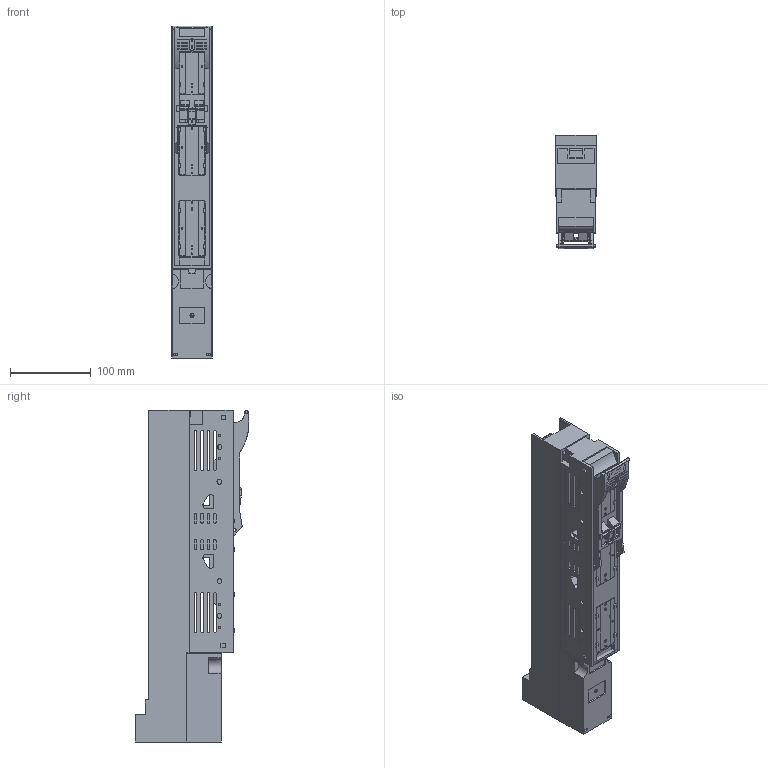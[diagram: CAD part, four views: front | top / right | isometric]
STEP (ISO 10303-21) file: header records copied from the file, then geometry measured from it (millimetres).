
FILE_DESCRIPTION(('CATIA V5 STEP'),'2;1');
FILE_NAME('L0657_NH_Wandlerlastschaltleiste_SL00_3x3_100_F_HA_W.stp','2018-11-13T06:40:35+00:00',('none'),('Jean Müller GmbH'),'CATIA Version 5 Release 19 SP 9 (IN-10)','CATIA V5 STEP AP214','none');
FILE_SCHEMA(('AUTOMOTIVE_DESIGN { 1 0 10303 214 1 1 1 1 }'));
Products named in the file (1): L0657_NH-Wandlerlastschaltleiste SL00-3x3/100/F/HA/W
Bounding box: 50 x 140.69 x 410 mm (x, y, z)
Volume: 1395289.5 mm3; surface area: 388334.1 mm2
Topology: 14 solids, 14 shells, 1585 faces, 4747 edges, 3157 vertices
Faces by surface type: plane 1086, cylinder 281, bspline 104, cone 94, torus 12, extrusion 8
Entity records: 55319 total; most frequent: CARTESIAN_POINT 15892, ORIENTED_EDGE 9494, DIRECTION 5946, EDGE_CURVE 4747, VECTOR 3401, LINE 3393, VERTEX_POINT 3157, EDGE_LOOP 1772
